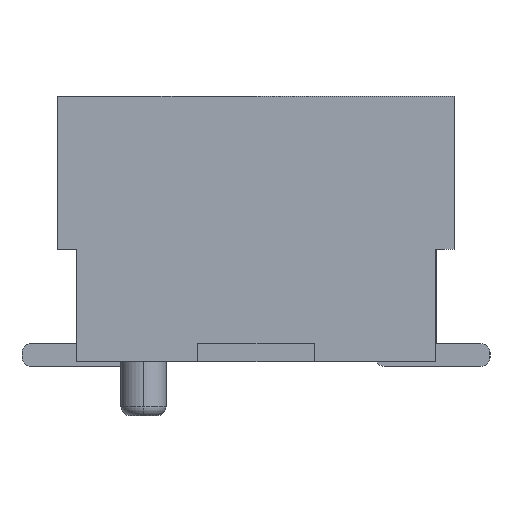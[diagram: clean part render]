
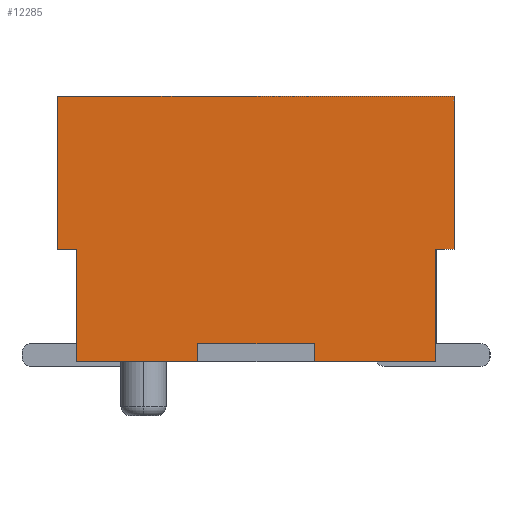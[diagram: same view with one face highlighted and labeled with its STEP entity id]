
A CAD part, left-side view. The second image highlights one B-rep face of the part: STEP entity #12285.
In plain terms, the highlighted planar face has unit normal (-1, 0, 0).
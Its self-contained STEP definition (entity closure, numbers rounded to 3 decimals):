
#272=DIRECTION('',(0.,-1.,0.));
#273=VECTOR('',#272,1.35);
#274=CARTESIAN_POINT('',(-6.35,2.,0.));
#275=LINE('',#274,#273);
#288=DIRECTION('',(0.,-1.,0.));
#289=VECTOR('',#288,1.35);
#290=CARTESIAN_POINT('',(-6.35,-0.65,0.));
#291=LINE('',#290,#289);
#1470=DIRECTION('',(0.,-1.,0.));
#1471=VECTOR('',#1470,1.3);
#1472=CARTESIAN_POINT('',(-6.35,0.65,0.2));
#1473=LINE('',#1472,#1471);
#1474=DIRECTION('',(0.,0.,1.));
#1475=VECTOR('',#1474,0.2);
#1476=CARTESIAN_POINT('',(-6.35,0.65,0.));
#1477=LINE('',#1476,#1475);
#1478=DIRECTION('',(0.,0.,1.));
#1479=VECTOR('',#1478,1.25);
#1480=CARTESIAN_POINT('',(-6.35,2.,0.));
#1481=LINE('',#1480,#1479);
#1482=DIRECTION('',(0.,0.,-1.));
#1483=VECTOR('',#1482,1.7);
#1484=CARTESIAN_POINT('',(-6.35,2.2,2.95));
#1485=LINE('',#1484,#1483);
#1486=DIRECTION('',(0.,-1.,0.));
#1487=VECTOR('',#1486,4.4);
#1488=CARTESIAN_POINT('',(-6.35,2.2,2.95));
#1489=LINE('',#1488,#1487);
#1490=DIRECTION('',(0.,0.,1.));
#1491=VECTOR('',#1490,0.2);
#1492=CARTESIAN_POINT('',(-6.35,-0.65,0.));
#1493=LINE('',#1492,#1491);
#3298=DIRECTION('',(0.,0.,1.));
#3299=VECTOR('',#3298,1.25);
#3300=CARTESIAN_POINT('',(-6.35,-2.,0.));
#3301=LINE('',#3300,#3299);
#3838=DIRECTION('',(0.,-1.,0.));
#3839=VECTOR('',#3838,0.2);
#3840=CARTESIAN_POINT('',(-6.35,-2.,1.25));
#3841=LINE('',#3840,#3839);
#3858=DIRECTION('',(0.,-1.,0.));
#3859=VECTOR('',#3858,0.2);
#3860=CARTESIAN_POINT('',(-6.35,2.2,1.25));
#3861=LINE('',#3860,#3859);
#3862=DIRECTION('',(0.,0.,-1.));
#3863=VECTOR('',#3862,1.7);
#3864=CARTESIAN_POINT('',(-6.35,-2.2,2.95));
#3865=LINE('',#3864,#3863);
#8649=CARTESIAN_POINT('',(-6.35,2.2,2.95));
#8651=VERTEX_POINT('',#8649);
#8652=CARTESIAN_POINT('',(-6.35,-2.2,2.95));
#8654=VERTEX_POINT('',#8652);
#8657=CARTESIAN_POINT('',(-6.35,2.2,1.25));
#8659=VERTEX_POINT('',#8657);
#8660=CARTESIAN_POINT('',(-6.35,-2.2,1.25));
#8662=VERTEX_POINT('',#8660);
#8664=CARTESIAN_POINT('',(-6.35,-2.,1.25));
#8666=VERTEX_POINT('',#8664);
#8669=CARTESIAN_POINT('',(-6.35,2.,1.25));
#8671=VERTEX_POINT('',#8669);
#8672=CARTESIAN_POINT('',(-6.35,2.,0.));
#8673=VERTEX_POINT('',#8672);
#8674=CARTESIAN_POINT('',(-6.35,-2.,0.));
#8675=VERTEX_POINT('',#8674);
#8688=CARTESIAN_POINT('',(-6.35,0.65,0.));
#8690=VERTEX_POINT('',#8688);
#8694=CARTESIAN_POINT('',(-6.35,-0.65,0.));
#8695=VERTEX_POINT('',#8694);
#8704=CARTESIAN_POINT('',(-6.35,0.65,0.2));
#8705=CARTESIAN_POINT('',(-6.35,-0.65,0.2));
#8706=VERTEX_POINT('',#8704);
#8707=VERTEX_POINT('',#8705);
#12258=CARTESIAN_POINT('',(-6.35,2.,0.));
#12259=DIRECTION('',(-1.,0.,0.));
#12260=DIRECTION('',(0.,-1.,0.));
#12261=AXIS2_PLACEMENT_3D('',#12258,#12259,#12260);
#12262=PLANE('',#12261);
#12263=ORIENTED_EDGE('',*,*,#12232,.F.);
#12265=ORIENTED_EDGE('',*,*,#12264,.F.);
#12266=ORIENTED_EDGE('',*,*,#11369,.F.);
#12268=ORIENTED_EDGE('',*,*,#12267,.T.);
#12270=ORIENTED_EDGE('',*,*,#12269,.F.);
#12272=ORIENTED_EDGE('',*,*,#12271,.F.);
#12273=ORIENTED_EDGE('',*,*,#12172,.T.);
#12275=ORIENTED_EDGE('',*,*,#12274,.T.);
#12277=ORIENTED_EDGE('',*,*,#12276,.F.);
#12279=ORIENTED_EDGE('',*,*,#12278,.F.);
#12280=ORIENTED_EDGE('',*,*,#11377,.F.);
#12282=ORIENTED_EDGE('',*,*,#12281,.T.);
#12283=EDGE_LOOP('',(#12263,#12265,#12266,#12268,#12270,#12272,#12273,#12275,
#12277,#12279,#12280,#12282));
#12284=FACE_OUTER_BOUND('',#12283,.F.);
#11369=EDGE_CURVE('',#8673,#8690,#275,.T.);
#11377=EDGE_CURVE('',#8695,#8675,#291,.T.);
#12172=EDGE_CURVE('',#8651,#8654,#1489,.T.);
#12232=EDGE_CURVE('',#8706,#8707,#1473,.T.);
#12264=EDGE_CURVE('',#8690,#8706,#1477,.T.);
#12267=EDGE_CURVE('',#8673,#8671,#1481,.T.);
#12269=EDGE_CURVE('',#8659,#8671,#3861,.T.);
#12271=EDGE_CURVE('',#8651,#8659,#1485,.T.);
#12274=EDGE_CURVE('',#8654,#8662,#3865,.T.);
#12276=EDGE_CURVE('',#8666,#8662,#3841,.T.);
#12278=EDGE_CURVE('',#8675,#8666,#3301,.T.);
#12281=EDGE_CURVE('',#8695,#8707,#1493,.T.);
#12285=ADVANCED_FACE('',(#12284),#12262,.T.);
